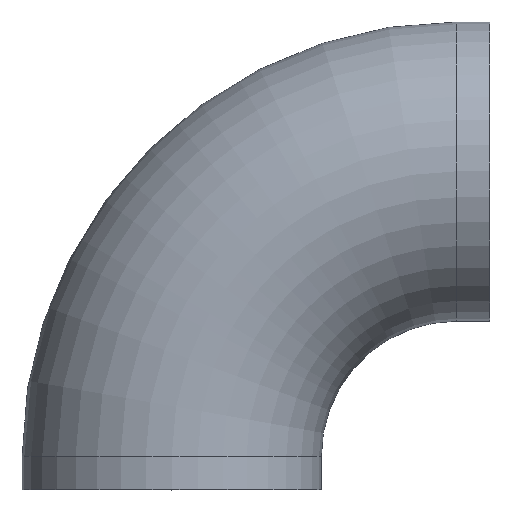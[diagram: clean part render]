
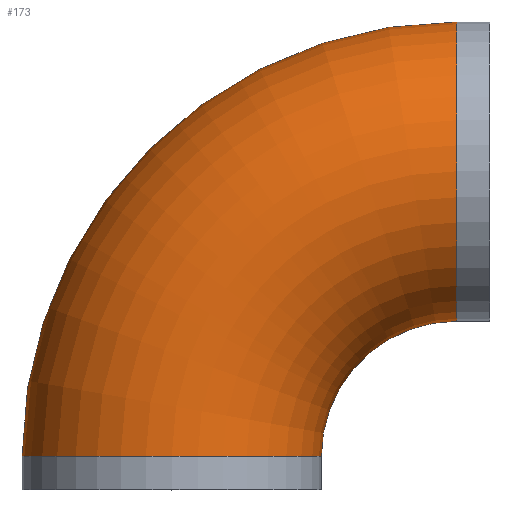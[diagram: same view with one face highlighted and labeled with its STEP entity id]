
A CAD part, top view. The second image highlights one B-rep face of the part: STEP entity #173.
In plain terms, the highlighted toroidal (fillet/blend) face has major radius 300 mm and minor radius 157.5 mm.
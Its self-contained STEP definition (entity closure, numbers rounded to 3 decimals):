
#123 = EDGE_CURVE( '', #197, #165, #261, .T. );
#127 = EDGE_CURVE( '', #171, #155, #265, .T. );
#135 = EDGE_CURVE( '', #197, #155, #274, .T. );
#155 = VERTEX_POINT( '', #298 );
#165 = VERTEX_POINT( '', #310 );
#171 = VERTEX_POINT( '', #316 );
#173 = ADVANCED_FACE( '', ( #318 ), #319, .T. );
#193 = EDGE_CURVE( '', #171, #165, #343, .T. );
#197 = VERTEX_POINT( '', #347 );
#261 = CIRCLE( '', #419, 157.5 );
#265 = CIRCLE( '', #424, 157.5 );
#274 = CIRCLE( '', #438, 142.5 );
#298 = CARTESIAN_POINT( '', ( 300., 177.5, 0. ) );
#310 = CARTESIAN_POINT( '', ( -157.5, 35., 0. ) );
#316 = CARTESIAN_POINT( '', ( 300., 492.5, 0. ) );
#318 = FACE_OUTER_BOUND( '', #487, .T. );
#319 = TOROIDAL_SURFACE( '', #488, 300., 157.5 );
#343 = CIRCLE( '', #518, 457.5 );
#347 = CARTESIAN_POINT( '', ( 157.5, 35., 0. ) );
#419 = AXIS2_PLACEMENT_3D( '', #589, #590, #591 );
#424 = AXIS2_PLACEMENT_3D( '', #592, #593, #594 );
#438 = AXIS2_PLACEMENT_3D( '', #605, #606, #607 );
#487 = EDGE_LOOP( '', ( #659, #660, #661, #662 ) );
#488 = AXIS2_PLACEMENT_3D( '', #663, #664, #665 );
#518 = AXIS2_PLACEMENT_3D( '', #700, #701, #702 );
#589 = CARTESIAN_POINT( '', ( 0., 35., 0. ) );
#590 = DIRECTION( '', ( 0., -1., 0. ) );
#591 = DIRECTION( '', ( 1., 0., 0. ) );
#592 = CARTESIAN_POINT( '', ( 300., 335., 0. ) );
#593 = DIRECTION( '', ( 1., 0., 0. ) );
#594 = DIRECTION( '', ( 0., -1., 0. ) );
#605 = CARTESIAN_POINT( '', ( 300., 35., 0. ) );
#606 = DIRECTION( '', ( 0., 0., -1. ) );
#607 = DIRECTION( '', ( 1., 0., 0. ) );
#659 = ORIENTED_EDGE( '', *, *, #193, .T. );
#660 = ORIENTED_EDGE( '', *, *, #123, .F. );
#661 = ORIENTED_EDGE( '', *, *, #135, .T. );
#662 = ORIENTED_EDGE( '', *, *, #127, .F. );
#663 = CARTESIAN_POINT( '', ( 300., 35., 0. ) );
#664 = DIRECTION( '', ( 0., 0., 1. ) );
#665 = DIRECTION( '', ( 1., 0., 0. ) );
#700 = CARTESIAN_POINT( '', ( 300., 35., 0. ) );
#701 = DIRECTION( '', ( 0., 0., 1. ) );
#702 = DIRECTION( '', ( 1., 0., 0. ) );
